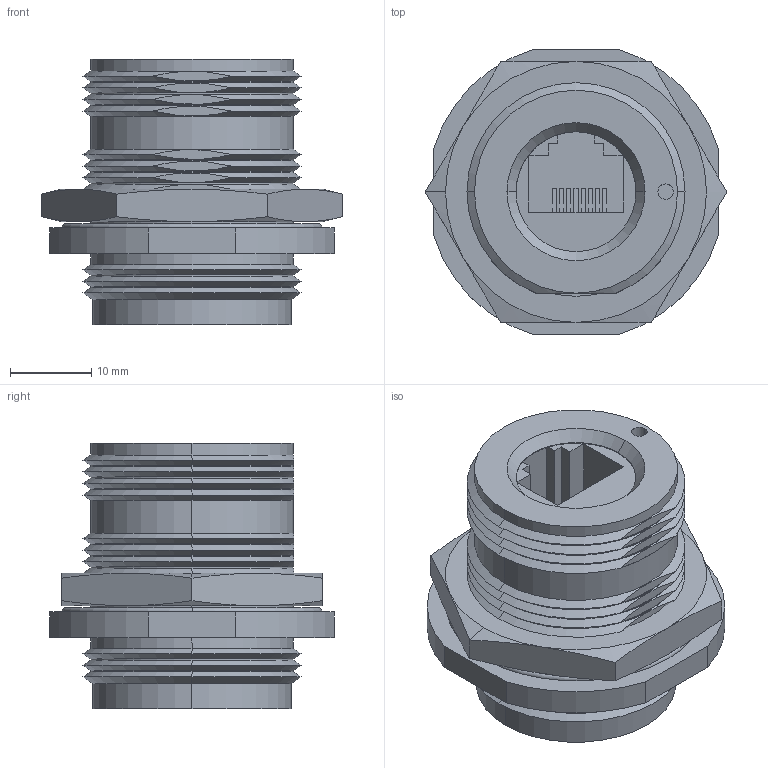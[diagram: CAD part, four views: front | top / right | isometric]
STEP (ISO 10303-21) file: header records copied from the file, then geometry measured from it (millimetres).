
FILE_DESCRIPTION (( 'STEP AP214' ), '1' );
FILE_NAME ('ECRK0203U00.STEP', '2012-11-07T15:50:03', ( 'x' ), ( '' ), 'SwSTEP 2.0', 'SolidWorks 2012', '' );
FILE_SCHEMA (( 'AUTOMOTIVE_DESIGN' ));
Length unit declared in the file: inch
Products named in the file (3): ECRK0203U00; ECRK0203U00-MA1; ECRK0203U00-MA2
Assembly tree (2 placements, depth 2):
  ECRK0203U00
    ECRK0203U00-MA1
    ECRK0203U00-MA2
Bounding box: 37.04 x 35 x 32.59 mm (x, y, z)
Volume: 16901.5 mm3; surface area: 8540.2 mm2
Topology: 2 solids, 2 shells, 239 faces, 584 edges, 356 vertices
Faces by surface type: plane 123, cone 70, cylinder 44, torus 2
Entity records: 10129 total; most frequent: CARTESIAN_POINT 1524, DIRECTION 1180, ORIENTED_EDGE 1168, EDGE_CURVE 584, AXIS2_PLACEMENT_3D 396, VECTOR 388, LINE 388, VERTEX_POINT 356
